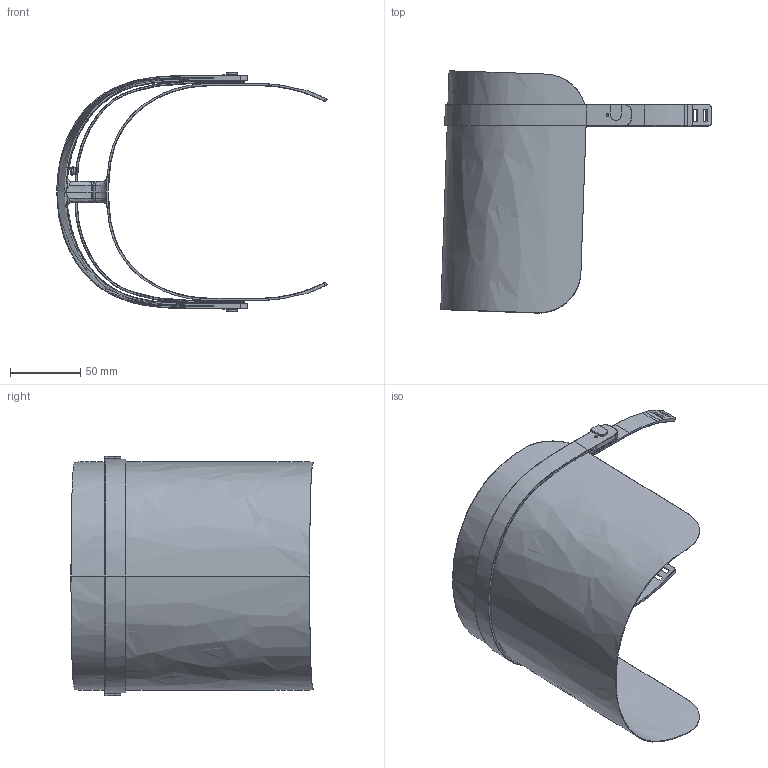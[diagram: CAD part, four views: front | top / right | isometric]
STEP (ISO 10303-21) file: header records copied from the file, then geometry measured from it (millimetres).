
FILE_DESCRIPTION(/* description */ (''),/* implementation_level */ '2;1');
FILE_NAME(/* name */ 'Visera 3.5 .step',/* time_stamp */ '2020-03-18T10:50:25+00:00',/* author */ (''),/* organization */ (''),/* preprocessor_version */ 'ST-DEVELOPER v18',/* originating_system */ 'Autodesk Translation Framework v8.12.0.6',/* authorisation */ '');
FILE_SCHEMA (('AUTOMOTIVE_DESIGN { 1 0 10303 214 3 1 1 }'));
Length unit declared in the file: millimetre
Products named in the file (6): Visera 3.5; Apoyo; Sujecion Visera; Visera; Derecha; izquierda
Assembly tree (5 placements, depth 2):
  Visera 3.5
    Apoyo
    Sujecion Visera
    Visera
    Derecha
    izquierda
Bounding box: 192.52 x 172.3 x 170.37 mm (x, y, z)
Volume: 67719 mm3; surface area: 147684.1 mm2
Topology: 9 solids, 10 shells, 303 faces, 742 edges, 459 vertices
Faces by surface type: plane 128, bspline 121, cylinder 36, cone 16, torus 2
Full cylindrical faces by diameter (mm): 6 x2, 6.2 x5, 6.5 x4
Entity records: 17531 total; most frequent: CARTESIAN_POINT 11168, ORIENTED_EDGE 1464, DIRECTION 920, EDGE_CURVE 732, VERTEX_POINT 455, LINE 350, VECTOR 350, EDGE_LOOP 337
